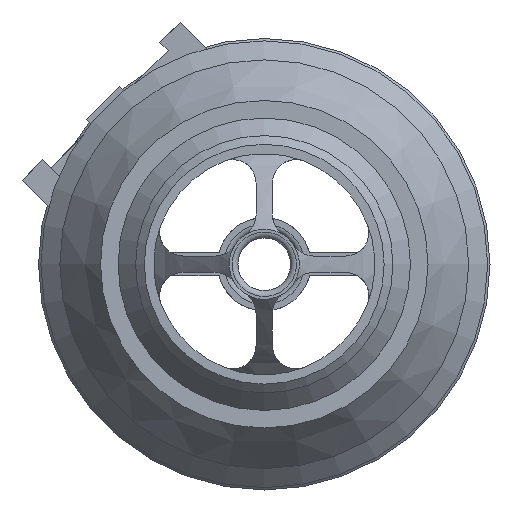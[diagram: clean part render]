
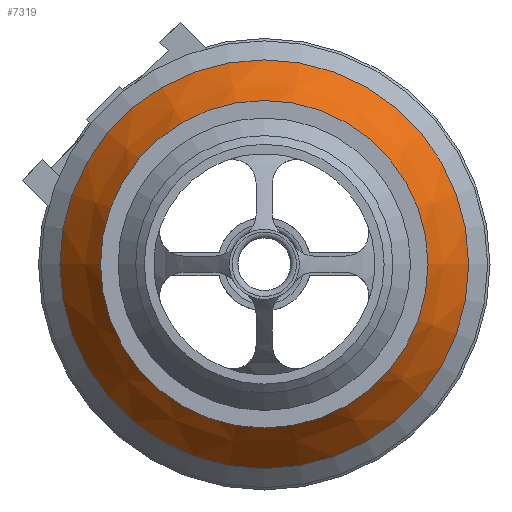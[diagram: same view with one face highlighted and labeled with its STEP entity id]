
A CAD part, front view. The second image highlights one B-rep face of the part: STEP entity #7319.
In plain terms, the highlighted conical face has half-angle 35 degrees and reference radius 15.363 mm.
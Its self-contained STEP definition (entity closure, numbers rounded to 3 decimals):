
#359=LINE('',#10441,#844);
#844=VECTOR('',#8480,15.363);
#1298=CONICAL_SURFACE('',#7812,15.363,0.611);
#1815=FACE_OUTER_BOUND('',#2247,.T.);
#2247=EDGE_LOOP('',(#5038,#5039,#5040,#5041));
#2691=CIRCLE('',#7811,13.25);
#2692=CIRCLE('',#7813,17.476);
#2976=VERTEX_POINT('',#10435);
#2977=VERTEX_POINT('',#10439);
#3770=EDGE_CURVE('',#2976,#2976,#2691,.T.);
#3771=EDGE_CURVE('',#2977,#2977,#2692,.T.);
#3772=EDGE_CURVE('',#2977,#2976,#359,.T.);
#5038=ORIENTED_EDGE('',*,*,#3771,.F.);
#5039=ORIENTED_EDGE('',*,*,#3772,.T.);
#5040=ORIENTED_EDGE('',*,*,#3770,.T.);
#5041=ORIENTED_EDGE('',*,*,#3772,.F.);
#7319=ADVANCED_FACE('',(#1815),#1298,.T.);
#7811=AXIS2_PLACEMENT_3D('',#10437,#8474,#8475);
#7812=AXIS2_PLACEMENT_3D('',#10438,#8476,#8477);
#7813=AXIS2_PLACEMENT_3D('',#10440,#8478,#8479);
#8474=DIRECTION('center_axis',(0.,1.,0.));
#8475=DIRECTION('ref_axis',(1.,0.,0.));
#8476=DIRECTION('center_axis',(0.,1.,0.));
#8477=DIRECTION('ref_axis',(1.,0.,0.));
#8478=DIRECTION('center_axis',(0.,1.,0.));
#8479=DIRECTION('ref_axis',(1.,0.,0.));
#8480=DIRECTION('',(0.574,-0.819,0.));
#10435=CARTESIAN_POINT('',(-13.25,-28.333,0.));
#10437=CARTESIAN_POINT('Origin',(0.,-28.333,0.));
#10438=CARTESIAN_POINT('Origin',(0.,-25.316,0.));
#10439=CARTESIAN_POINT('',(-17.476,-22.298,0.));
#10440=CARTESIAN_POINT('Origin',(0.,-22.298,0.));
#10441=CARTESIAN_POINT('',(-15.363,-25.316,0.));
